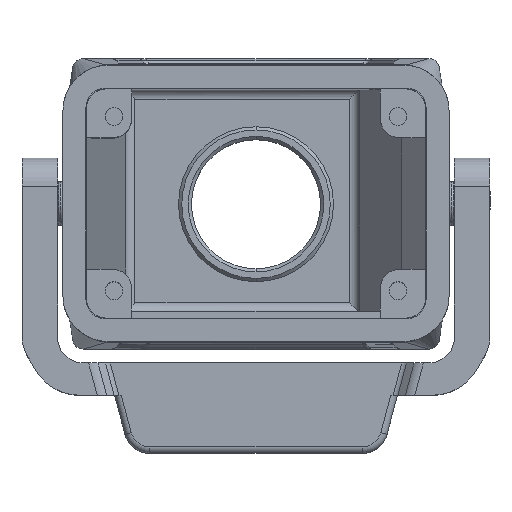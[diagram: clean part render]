
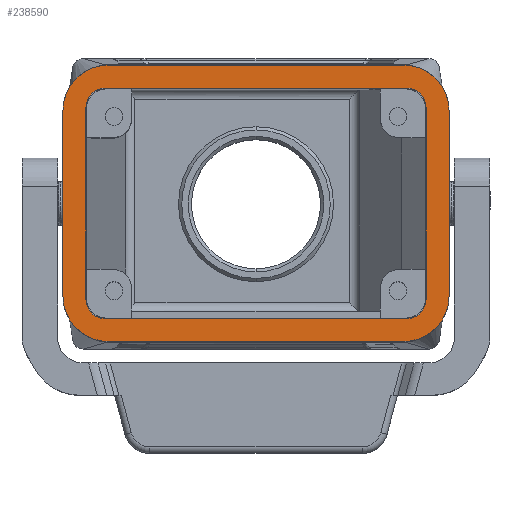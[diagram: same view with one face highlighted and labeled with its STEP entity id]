
A CAD part, top view. The second image highlights one B-rep face of the part: STEP entity #238590.
In plain terms, the highlighted face is planar.
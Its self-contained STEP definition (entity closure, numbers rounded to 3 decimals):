
#1530=CARTESIAN_POINT('',(64.224,73.66,-4.95));
#1540=DIRECTION('',(0.,0.,1.));
#1550=DIRECTION('',(1.,0.,0.));
#1560=AXIS2_PLACEMENT_3D('',#1530,#1540,#1550);
#1570=CIRCLE('',#1560,3.);
#1580=CARTESIAN_POINT('',(67.224,73.66,-4.95));
#1590=VERTEX_POINT('',#1580);
#1600=CARTESIAN_POINT('',(64.224,76.66,-4.95));
#1610=VERTEX_POINT('',#1600);
#1620=EDGE_CURVE('',#1590,#1610,#1570,.T.);
#29370=CARTESIAN_POINT('',(67.224,26.96,-4.95));
#29380=VERTEX_POINT('',#29370);
#29410=CARTESIAN_POINT('',(67.224,50.274,
-4.95));
#29420=DIRECTION('',(0.,1.,0.));
#29430=VECTOR('',#29420,1.);
#29440=LINE('',#29410,#29430);
#29450=EDGE_CURVE('',#29380,#1590,#29440,.T.);
#47940=CARTESIAN_POINT('',(34.524,26.96,-4.95));
#47950=DIRECTION('',(0.,0.,-1.));
#47960=DIRECTION('',(-1.,0.,0.));
#47970=AXIS2_PLACEMENT_3D('',#47940,#47950,#47960);
#47980=CIRCLE('',#47970,3.);
#47990=CARTESIAN_POINT('',(34.524,23.96,-4.95));
#48000=VERTEX_POINT('',#47990);
#48010=CARTESIAN_POINT('',(31.524,26.96,-4.95));
#48020=VERTEX_POINT('',#48010);
#48030=EDGE_CURVE('',#48000,#48020,#47980,.T.);
#55540=CARTESIAN_POINT('',(34.974,80.21,
-4.95));
#55550=VERTEX_POINT('',#55540);
#55580=CARTESIAN_POINT('',(70.874,80.21,
-4.95));
#55590=DIRECTION('',(-1.,0.,0.));
#55600=VECTOR('',#55590,1.);
#55610=LINE('',#55580,#55600);
#55620=CARTESIAN_POINT('',(63.774,80.21,
-4.95));
#55630=VERTEX_POINT('',#55620);
#55640=EDGE_CURVE('',#55630,#55550,#55610,.T.);
#138350=CARTESIAN_POINT('',(68.874,76.66,-4.95));
#138360=DIRECTION('',(-1.,0.,0.));
#138370=VECTOR('',#138360,1.);
#138380=LINE('',#138350,#138370);
#138390=CARTESIAN_POINT('',(34.524,76.66,-4.95));
#138400=VERTEX_POINT('',#138390);
#138410=EDGE_CURVE('',#1610,#138400,#138380,.T.);
#194020=CARTESIAN_POINT('',(68.874,23.96,-4.95));
#194030=DIRECTION('',(1.,0.,0.));
#194040=VECTOR('',#194030,1.);
#194050=LINE('',#194020,#194040);
#194060=CARTESIAN_POINT('',(64.224,23.96,-4.95));
#194070=VERTEX_POINT('',#194060);
#194080=EDGE_CURVE('',#48000,#194070,#194050,.T.);
#194850=CARTESIAN_POINT('',(64.224,26.96,-4.95));
#194860=DIRECTION('',(0.,0.,1.));
#194870=DIRECTION('',(1.,0.,0.));
#194880=AXIS2_PLACEMENT_3D('',#194850,#194860,#194870);
#194890=CIRCLE('',#194880,3.);
#194900=EDGE_CURVE('',#194070,#29380,#194890,.T.);
#209280=CARTESIAN_POINT('',(31.524,73.66,-4.95));
#209290=VERTEX_POINT('',#209280);
#209320=CARTESIAN_POINT('',(31.524,50.274,
-4.95));
#209330=DIRECTION('',(0.,1.,0.));
#209340=VECTOR('',#209330,1.);
#209350=LINE('',#209320,#209340);
#209360=EDGE_CURVE('',#48020,#209290,#209350,.T.);
#211620=CARTESIAN_POINT('',(34.524,73.66,-4.95));
#211630=DIRECTION('',(0.,0.,-1.));
#211640=DIRECTION('',(-1.,0.,0.));
#211650=AXIS2_PLACEMENT_3D('',#211620,#211630,#211640);
#211660=CIRCLE('',#211650,3.);
#211670=EDGE_CURVE('',#209290,#138400,#211660,.T.);
#235860=CARTESIAN_POINT('',(63.774,20.41,
-4.95));
#235870=VERTEX_POINT('',#235860);
#235900=CARTESIAN_POINT('',(27.974,20.41,
-4.95));
#235910=DIRECTION('',(1.,0.,0.));
#235920=VECTOR('',#235910,1.);
#235930=LINE('',#235900,#235920);
#235940=CARTESIAN_POINT('',(34.974,20.41,
-4.95));
#235950=VERTEX_POINT('',#235940);
#235960=EDGE_CURVE('',#235950,#235870,#235930,.T.);
#236390=CARTESIAN_POINT('',(34.974,27.41,
-4.95));
#236400=DIRECTION('',(0.,0.,-1.));
#236410=DIRECTION('',(-1.,0.,0.));
#236420=AXIS2_PLACEMENT_3D('',#236390,#236400,#236410);
#236430=CIRCLE('',#236420,7.);
#236440=CARTESIAN_POINT('',(27.974,27.41,
-4.95));
#236450=VERTEX_POINT('',#236440);
#236460=EDGE_CURVE('',#235950,#236450,#236430,.T.);
#236740=CARTESIAN_POINT('',(27.974,80.174,
-4.95));
#236750=DIRECTION('',(0.,-1.,0.));
#236760=VECTOR('',#236750,1.);
#236770=LINE('',#236740,#236760);
#236780=CARTESIAN_POINT('',(27.974,73.21,
-4.95));
#236790=VERTEX_POINT('',#236780);
#236800=EDGE_CURVE('',#236790,#236450,#236770,.T.);
#237030=CARTESIAN_POINT('',(34.974,73.21,
-4.95));
#237040=DIRECTION('',(0.,0.,-1.));
#237050=DIRECTION('',(-1.,0.,0.));
#237060=AXIS2_PLACEMENT_3D('',#237030,#237040,#237050);
#237070=CIRCLE('',#237060,7.);
#237080=EDGE_CURVE('',#236790,#55550,#237070,.T.);
#237490=CARTESIAN_POINT('',(63.774,73.21,
-4.95));
#237500=DIRECTION('',(0.,0.,-1.));
#237510=DIRECTION('',(-1.,0.,0.));
#237520=AXIS2_PLACEMENT_3D('',#237490,#237500,#237510);
#237530=CIRCLE('',#237520,7.);
#237540=CARTESIAN_POINT('',(70.774,73.21,
-4.95));
#237550=VERTEX_POINT('',#237540);
#237560=EDGE_CURVE('',#55630,#237550,#237530,.T.);
#237840=CARTESIAN_POINT('',(70.774,20.374,
-4.95));
#237850=DIRECTION('',(0.,1.,0.));
#237860=VECTOR('',#237850,1.);
#237870=LINE('',#237840,#237860);
#237880=CARTESIAN_POINT('',(70.774,27.41,
-4.95));
#237890=VERTEX_POINT('',#237880);
#237900=EDGE_CURVE('',#237890,#237550,#237870,.T.);
#238130=CARTESIAN_POINT('',(63.774,27.41,
-4.95));
#238140=DIRECTION('',(0.,0.,-1.));
#238150=DIRECTION('',(-1.,0.,0.));
#238160=AXIS2_PLACEMENT_3D('',#238130,#238140,#238150);
#238170=CIRCLE('',#238160,7.);
#238180=EDGE_CURVE('',#237890,#235870,#238170,.T.);
#238340=CARTESIAN_POINT('',(68.874,50.274,
-4.95));
#238350=DIRECTION('',(0.,0.,1.));
#238360=DIRECTION('',(1.,0.,0.));
#238370=AXIS2_PLACEMENT_3D('',#238340,#238350,#238360);
#238380=PLANE('',#238370);
#238390=ORIENTED_EDGE('',*,*,#211670,.F.);
#238400=ORIENTED_EDGE('',*,*,#138410,.T.);
#238410=ORIENTED_EDGE('',*,*,#1620,.T.);
#238420=ORIENTED_EDGE('',*,*,#29450,.T.);
#238430=ORIENTED_EDGE('',*,*,#194900,.T.);
#238440=ORIENTED_EDGE('',*,*,#194080,.T.);
#238450=ORIENTED_EDGE('',*,*,#48030,.F.);
#238460=ORIENTED_EDGE('',*,*,#209360,.F.);
#238470=EDGE_LOOP('',(#238460,#238450,#238440,#238430,#238420,#238410,
#238400,#238390));
#238480=FACE_BOUND('',#238470,.T.);
#238490=ORIENTED_EDGE('',*,*,#236460,.T.);
#238500=ORIENTED_EDGE('',*,*,#235960,.F.);
#238510=ORIENTED_EDGE('',*,*,#238180,.T.);
#238520=ORIENTED_EDGE('',*,*,#237900,.F.);
#238530=ORIENTED_EDGE('',*,*,#237560,.T.);
#238540=ORIENTED_EDGE('',*,*,#55640,.F.);
#238550=ORIENTED_EDGE('',*,*,#237080,.T.);
#238560=ORIENTED_EDGE('',*,*,#236800,.F.);
#238570=EDGE_LOOP('',(#238560,#238550,#238540,#238530,#238520,#238510,
#238500,#238490));
#238580=FACE_OUTER_BOUND('',#238570,.T.);
#238590=ADVANCED_FACE('',(#238480,#238580),#238380,.F.);
